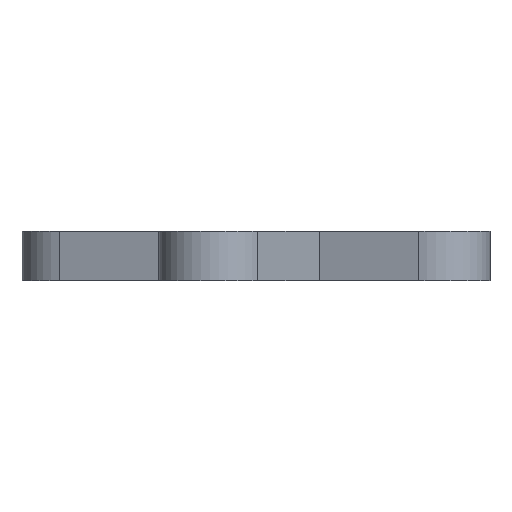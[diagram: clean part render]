
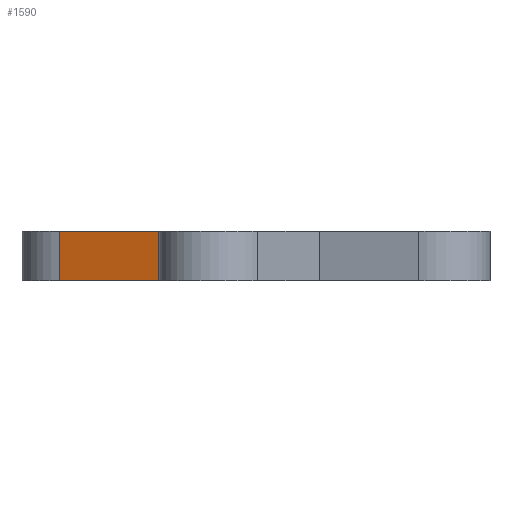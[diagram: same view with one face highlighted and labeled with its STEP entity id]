
A CAD part, left-side view. The second image highlights one B-rep face of the part: STEP entity #1590.
In plain terms, the highlighted planar face has unit normal (-0.951, 0.309, 0).
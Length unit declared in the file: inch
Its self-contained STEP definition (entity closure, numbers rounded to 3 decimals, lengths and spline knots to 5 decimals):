
#95=FACE_OUTER_BOUND('',#200,.T.);
#200=EDGE_LOOP('',(#1247,#1248,#1249,#1250));
#385=LINE('',#2402,#526);
#411=LINE('',#2555,#552);
#443=LINE('',#2715,#584);
#444=LINE('',#2717,#585);
#526=VECTOR('',#1882,39.37008);
#552=VECTOR('',#2010,39.37008);
#584=VECTOR('',#2150,39.37008);
#585=VECTOR('',#2153,39.37008);
#670=VERTEX_POINT('',#2399);
#671=VERTEX_POINT('',#2401);
#746=VERTEX_POINT('',#2552);
#747=VERTEX_POINT('',#2554);
#832=EDGE_CURVE('',#671,#670,#385,.T.);
#908=EDGE_CURVE('',#746,#747,#411,.T.);
#989=EDGE_CURVE('',#671,#746,#443,.T.);
#990=EDGE_CURVE('',#670,#747,#444,.T.);
#1247=ORIENTED_EDGE('',*,*,#832,.T.);
#1248=ORIENTED_EDGE('',*,*,#990,.T.);
#1249=ORIENTED_EDGE('',*,*,#908,.F.);
#1250=ORIENTED_EDGE('',*,*,#989,.F.);
#1556=PLANE('',#1789);
#1590=ADVANCED_FACE('',(#95),#1556,.T.);
#1789=AXIS2_PLACEMENT_3D('',#2716,#2151,#2152);
#1882=DIRECTION('',(-0.309,-0.951,0.));
#2010=DIRECTION('',(-0.309,-0.951,0.));
#2150=DIRECTION('',(0.,0.,1.));
#2151=DIRECTION('center_axis',(-0.951,0.309,0.));
#2152=DIRECTION('ref_axis',(-0.309,-0.951,0.));
#2153=DIRECTION('',(0.,0.,1.));
#2399=CARTESIAN_POINT('',(-0.30573,0.41715,0.));
#2401=CARTESIAN_POINT('',(-0.18789,0.77984,0.));
#2402=CARTESIAN_POINT('',(-0.49612,-0.1688,0.));
#2552=CARTESIAN_POINT('',(-0.18789,0.77984,0.18));
#2554=CARTESIAN_POINT('',(-0.30573,0.41715,0.18));
#2555=CARTESIAN_POINT('',(-0.38058,0.18679,0.18));
#2715=CARTESIAN_POINT('',(-0.18789,0.77984,0.));
#2716=CARTESIAN_POINT('Origin',(-0.49612,-0.1688,0.));
#2717=CARTESIAN_POINT('',(-0.30573,0.41715,0.));
